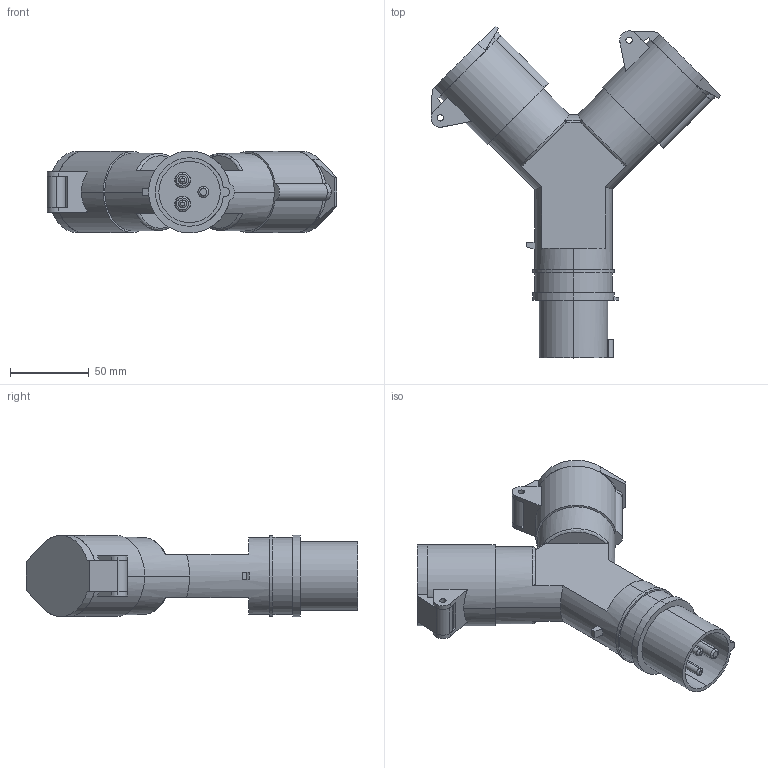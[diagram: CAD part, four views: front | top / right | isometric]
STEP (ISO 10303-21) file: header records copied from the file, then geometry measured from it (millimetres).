
FILE_DESCRIPTION (( 'STEP AP214' ), '1' );
FILE_NAME ('PAS21-016-3 Àäàïòåð äâóõëó÷åâîé TS1012 2Ð+ÐÅ 16À 250Â IP44 ÈÝÊ.STEP', '2017-01-19T12:00:50', ( '' ), ( '' ), 'SwSTEP 2.0', 'SolidWorks 2014', '' );
FILE_SCHEMA (( 'AUTOMOTIVE_DESIGN' ));
Length unit declared in the file: millimetre
Products named in the file (1): PAS21-016-3 Àäàïòåð äâóõëó÷åâîé TS1012 2Ð+ÐÅ 16À 250Â IP44 ÈÝÊ
Bounding box: 184.1 x 210.77 x 52 mm (x, y, z)
Volume: 402145.6 mm3; surface area: 100365.4 mm2
Topology: 3 solids, 3 shells, 229 faces, 552 edges, 358 vertices
Faces by surface type: cylinder 105, plane 90, cone 16, torus 14, bspline 4
Entity records: 6929 total; most frequent: CARTESIAN_POINT 1399, DIRECTION 1206, ORIENTED_EDGE 1104, EDGE_CURVE 552, AXIS2_PLACEMENT_3D 477, VERTEX_POINT 358, EDGE_LOOP 270, LINE 252
